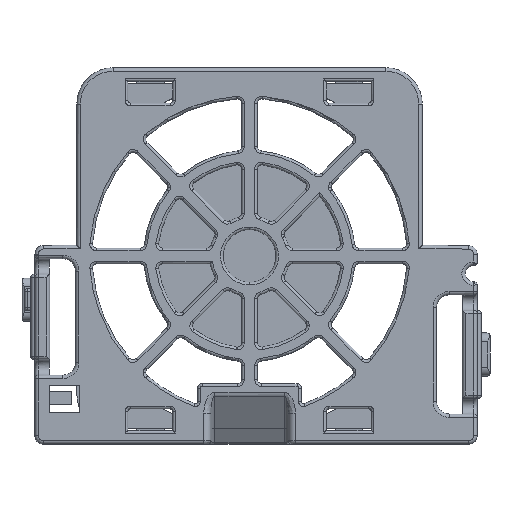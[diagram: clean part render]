
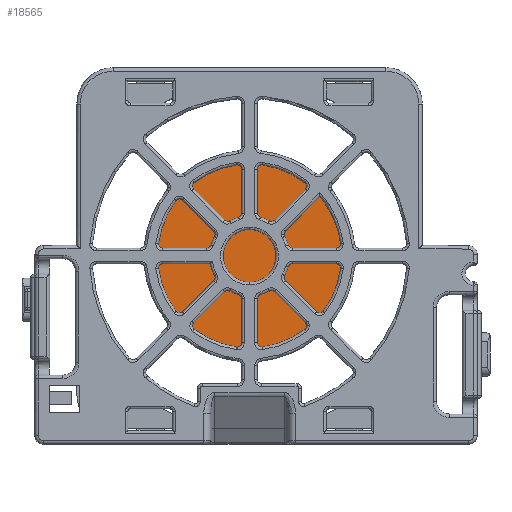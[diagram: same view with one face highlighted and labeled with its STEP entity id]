
A CAD part, top view. The second image highlights one B-rep face of the part: STEP entity #18565.
In plain terms, the highlighted planar face has unit normal (0, 0, 1).
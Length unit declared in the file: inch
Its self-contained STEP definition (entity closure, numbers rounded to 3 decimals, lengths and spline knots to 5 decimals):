
#813 = ORIENTED_EDGE ( 'NONE', *, *, #30130, .F. ) ;
#1323 = CARTESIAN_POINT ( 'NONE',  ( -0.04144, 0.03422, -0.31496 ) ) ;
#4253 = DIRECTION ( 'NONE',  ( -1., 0., 0. ) ) ;
#4582 = FACE_OUTER_BOUND ( 'NONE', #16422, .T. ) ;
#6330 = ORIENTED_EDGE ( 'NONE', *, *, #27841, .F. ) ;
#8456 = AXIS2_PLACEMENT_3D ( 'NONE', #1323, #26593, #4253 ) ;
#9048 = DIRECTION ( 'NONE',  ( 0., 0., -1. ) ) ;
#9751 = AXIS2_PLACEMENT_3D ( 'NONE', #24420, #24751, #9830 ) ;
#9830 = DIRECTION ( 'NONE',  ( -1., 0., 0. ) ) ;
#10488 = CARTESIAN_POINT ( 'NONE',  ( 0.41132, 0.03422, -0.31496 ) ) ;
#11548 = DIRECTION ( 'NONE',  ( -1., 0., 0. ) ) ;
#12573 = VERTEX_POINT ( 'NONE', #10488 ) ;
#14720 = CIRCLE ( 'NONE', #8456, 0.45276 ) ;
#16422 = EDGE_LOOP ( 'NONE', ( #6330, #813 ) ) ;
#18565 = ADVANCED_FACE ( 'NONE', ( #4582 ), #27179, .F. ) ;
#21478 = CIRCLE ( 'NONE', #29373, 0.45276 ) ;
#23960 = CARTESIAN_POINT ( 'NONE',  ( -0.04144, 0.03422, -0.31496 ) ) ;
#24420 = CARTESIAN_POINT ( 'NONE',  ( -0.04144, 0.03422, -0.31496 ) ) ;
#24751 = DIRECTION ( 'NONE',  ( 0., 0., -1. ) ) ;
#26321 = CARTESIAN_POINT ( 'NONE',  ( -0.49419, 0.03422, -0.31496 ) ) ;
#26593 = DIRECTION ( 'NONE',  ( 0., 0., -1. ) ) ;
#27179 = PLANE ( 'NONE',  #9751 ) ;
#27331 = VERTEX_POINT ( 'NONE', #26321 ) ;
#27841 = EDGE_CURVE ( 'NONE', #27331, #12573, #21478, .T. ) ;
#29373 = AXIS2_PLACEMENT_3D ( 'NONE', #23960, #9048, #11548 ) ;
#30130 = EDGE_CURVE ( 'NONE', #12573, #27331, #14720, .T. ) ;
